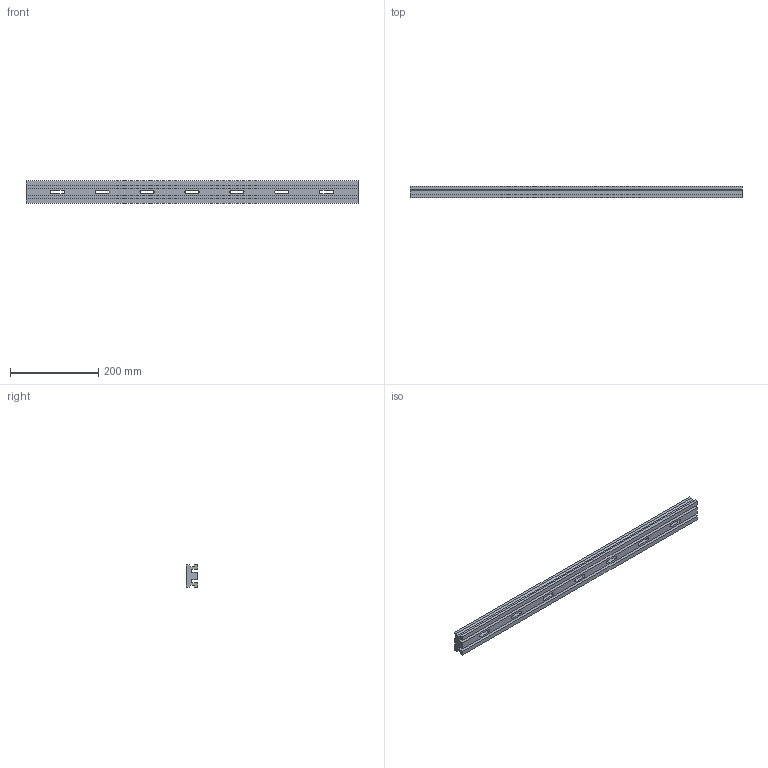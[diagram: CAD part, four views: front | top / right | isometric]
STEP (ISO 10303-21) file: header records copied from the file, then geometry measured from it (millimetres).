
FILE_DESCRIPTION (( 'STEP AP203' ), '1' );
FILE_NAME ('ORL-75.step', '2017-01-11T07:22:13', ( '¦K¬P' ), ( '' ), 'SwSTEP 2.0', 'SolidWorks 2012', '' );
FILE_SCHEMA (( 'CONFIG_CONTROL_DESIGN' ));
Products named in the file (1): ORL-75
Bounding box: 752 x 25 x 50.8 mm (x, y, z)
Volume: 690811.6 mm3; surface area: 174974.1 mm2
Topology: 1 solids, 1 shells, 4971 faces, 14268 edges, 9512 vertices
Faces by surface type: plane 4032, bspline 911, cylinder 28
Entity records: 210525 total; most frequent: CARTESIAN_POINT 86391, ORIENTED_EDGE 28536, DIRECTION 20624, EDGE_CURVE 14268, LINE 12390, VECTOR 12390, VERTEX_POINT 9512, EDGE_LOOP 5198
